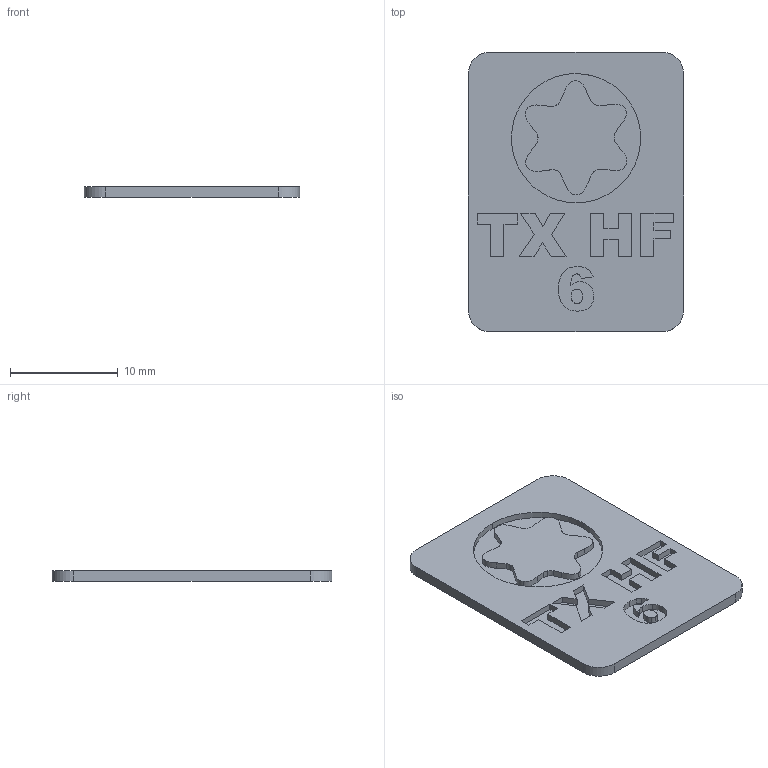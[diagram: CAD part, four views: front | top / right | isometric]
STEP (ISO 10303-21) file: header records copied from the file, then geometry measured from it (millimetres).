
FILE_DESCRIPTION(/* description */ (''),/* implementation_level */ '2;1');
FILE_NAME(/* name */ 'TX HF 6 body.step',/* time_stamp */ '2023-03-31T17:57:32+02:00',/* author */ (''),/* organization */ (''),/* preprocessor_version */ 'ST-DEVELOPER v19.2',/* originating_system */ 'Autodesk Translation Framework v11.17.0.187',/* authorisation */ '');
FILE_SCHEMA (('AUTOMOTIVE_DESIGN { 1 0 10303 214 3 1 1 }'));
Length unit declared in the file: millimetre
Products named in the file (1): TX HF 6 body
Bounding box: 20 x 26 x 1 mm (x, y, z)
Volume: 458.1 mm3; surface area: 1223.5 mm2
Topology: 1 solids, 1 shells, 134 faces, 372 edges, 248 vertices
Faces by surface type: bspline 67, plane 63, cylinder 4
Entity records: 4627 total; most frequent: CARTESIAN_POINT 1734, ORIENTED_EDGE 744, DIRECTION 382, EDGE_CURVE 372, VERTEX_POINT 248, LINE 230, VECTOR 230, EDGE_LOOP 142
